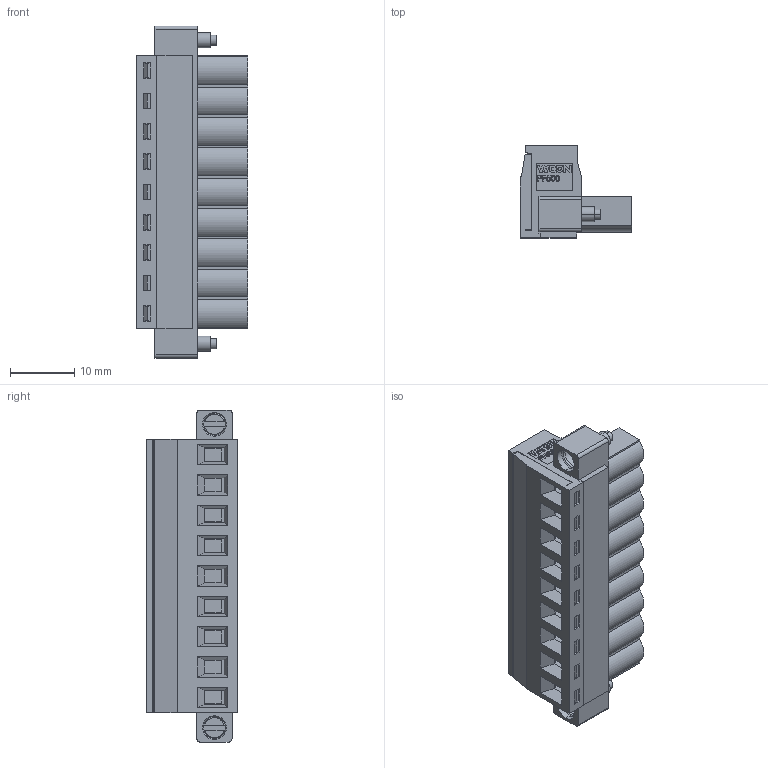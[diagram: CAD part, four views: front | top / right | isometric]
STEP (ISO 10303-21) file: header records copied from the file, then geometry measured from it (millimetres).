
FILE_DESCRIPTION( ('This file contains a STEP AP42 implementation' ,'as created by ZW3D STEP Interface translator.') ,'2;1' );
FILE_NAME( 'PF500-C09ASMW1.stp' ,'231127.1648 2', (''), ('ZWCAD Software Co.'), 'Version 1.0', 'ZW3D to STEP translator', '' );
FILE_SCHEMA(('AUTOMOTIVE_DESIGN { 1 0 10303 214 1 1 1 1 }'));
Length unit declared in the file: millimetre
Products named in the file (2): 0; PF500-C09ASMW1
Bounding box: 17.4 x 14.28 x 51.74 mm (x, y, z)
Volume: 4908.8 mm3; surface area: 12000.3 mm2
Topology: 21 solids, 21 shells, 2684 faces, 6722 edges, 4161 vertices
Faces by surface type: plane 1920, bspline 535, cylinder 123, cone 106
Full cylindrical faces by diameter (mm): 0.531 x1, 1.135 x1
Entity records: 122130 total; most frequent: CARTESIAN_POINT 70670, ORIENTED_EDGE 13444, EDGE_CURVE 6722, B_SPLINE_CURVE_WITH_KNOTS 6412, DIRECTION 4622, VERTEX_POINT 4161, EDGE_LOOP 2859, FACE_OUTER_BOUND 2684
